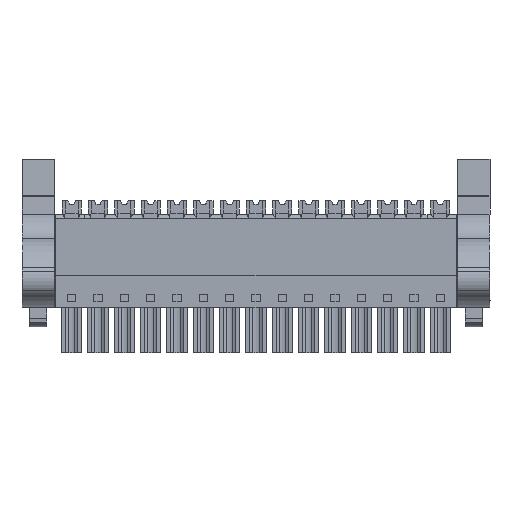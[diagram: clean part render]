
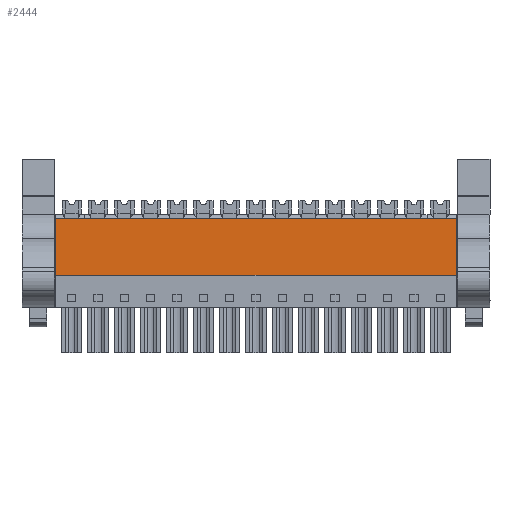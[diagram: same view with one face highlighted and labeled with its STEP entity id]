
A CAD part, front view. The second image highlights one B-rep face of the part: STEP entity #2444.
In plain terms, the highlighted planar face has unit normal (0, -1, 0).
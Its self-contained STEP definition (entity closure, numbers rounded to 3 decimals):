
#2424=AXIS2_PLACEMENT_3D('Plane Axis2P3D',#2421,#2422,#2423) ;
#77=CARTESIAN_POINT('Vertex',(4.9,2.029,11.25)) ;
#80=CARTESIAN_POINT('Line Origine',(4.9,2.029,15.325)) ;
#84=CARTESIAN_POINT('Vertex',(4.9,2.029,19.4)) ;
#2405=CARTESIAN_POINT('Vertex',(62.84,2.029,11.25)) ;
#2408=CARTESIAN_POINT('Line Origine',(33.87,2.029,11.25)) ;
#2421=CARTESIAN_POINT('Axis2P3D Location',(46.71,2.029,19.4)) ;
#2426=CARTESIAN_POINT('Line Origine',(62.84,2.029,15.325)) ;
#2430=CARTESIAN_POINT('Vertex',(62.84,2.029,19.4)) ;
#2433=CARTESIAN_POINT('Line Origine',(33.87,2.029,19.4)) ;
#81=DIRECTION('Vector Direction',(0.,0.,1.)) ;
#2409=DIRECTION('Vector Direction',(1.,0.,0.)) ;
#2422=DIRECTION('Axis2P3D Direction',(0.,-1.,0.)) ;
#2423=DIRECTION('Axis2P3D XDirection',(0.,0.,-1.)) ;
#2427=DIRECTION('Vector Direction',(0.,0.,-1.)) ;
#2434=DIRECTION('Vector Direction',(1.,0.,0.)) ;
#82=VECTOR('Line Direction',#81,1.) ;
#2410=VECTOR('Line Direction',#2409,1.) ;
#2428=VECTOR('Line Direction',#2427,1.) ;
#2435=VECTOR('Line Direction',#2434,1.) ;
#2439=ORIENTED_EDGE('',*,*,#2412,.T.) ;
#2440=ORIENTED_EDGE('',*,*,#2432,.F.) ;
#2441=ORIENTED_EDGE('',*,*,#2437,.F.) ;
#2442=ORIENTED_EDGE('',*,*,#86,.F.) ;
#2444=ADVANCED_FACE('HOUSING',(#2443),#2425,.T.) ;
#86=EDGE_CURVE('',#78,#85,#83,.T.) ;
#2412=EDGE_CURVE('',#78,#2406,#2411,.T.) ;
#2432=EDGE_CURVE('',#2431,#2406,#2429,.T.) ;
#2437=EDGE_CURVE('',#85,#2431,#2436,.T.) ;
#2438=EDGE_LOOP('',(#2439,#2440,#2441,#2442)) ;
#2443=FACE_OUTER_BOUND('',#2438,.T.) ;
#83=LINE('Line',#80,#82) ;
#2411=LINE('Line',#2408,#2410) ;
#2429=LINE('Line',#2426,#2428) ;
#2436=LINE('Line',#2433,#2435) ;
#2425=PLANE('',#2424) ;
#78=VERTEX_POINT('',#77) ;
#85=VERTEX_POINT('',#84) ;
#2406=VERTEX_POINT('',#2405) ;
#2431=VERTEX_POINT('',#2430) ;
